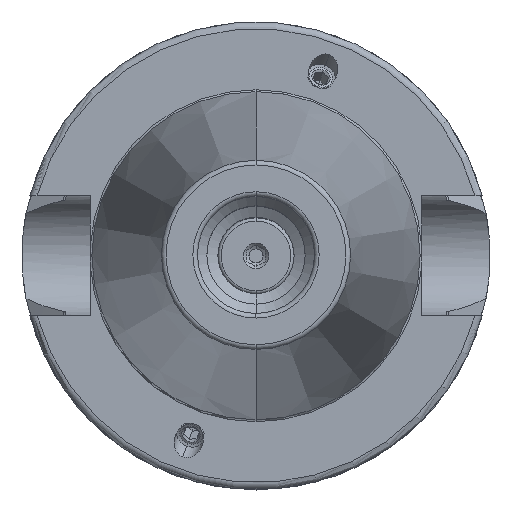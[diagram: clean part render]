
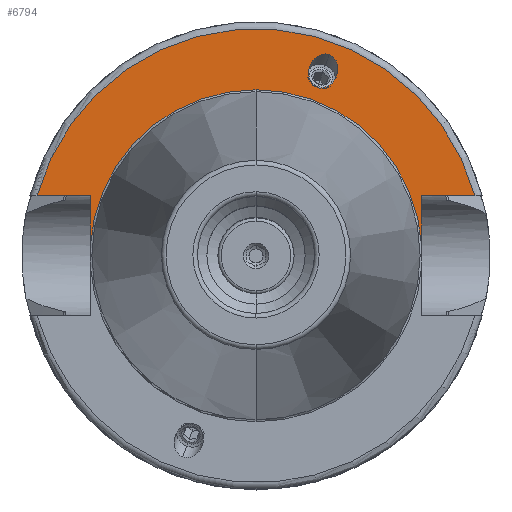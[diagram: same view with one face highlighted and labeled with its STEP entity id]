
A CAD part, top view. The second image highlights one B-rep face of the part: STEP entity #6794.
In plain terms, the highlighted planar face has unit normal (0, 0, 1).
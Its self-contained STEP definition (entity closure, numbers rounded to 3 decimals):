
#914=DIRECTION('',(1,0,0));
#915=VECTOR('',#914,11.367);
#916=CARTESIAN_POINT('',(-46.767,12.85,35));
#917=LINE('',#916,#915);
#918=DIRECTION('',(-1,0,0));
#919=VECTOR('',#918,11.367);
#920=CARTESIAN_POINT('',(46.767,12.85,35));
#921=LINE('',#920,#919);
#922=DIRECTION('',(0,-1,0));
#923=VECTOR('',#922,10.609);
#924=CARTESIAN_POINT('',(35.4,12.85,35));
#925=LINE('',#924,#923);
#926=DIRECTION('',(0,1,0));
#927=VECTOR('',#926,10.609);
#928=CARTESIAN_POINT('',(-35.4,2.241,35));
#929=LINE('',#928,#927);
#930=CARTESIAN_POINT('',(13.091,35.968,35));
#931=CARTESIAN_POINT('',(12.754,36.091,35));
#932=CARTESIAN_POINT('',(12.078,36.506,35));
#933=CARTESIAN_POINT('',(11.35,37.679,35));
#934=CARTESIAN_POINT('',(11.18,38.913,35));
#935=CARTESIAN_POINT('',(11.299,39.867,35));
#936=CARTESIAN_POINT('',(11.484,40.516,35));
#937=CARTESIAN_POINT('',(11.759,41.131,35));
#938=CARTESIAN_POINT('',(12.281,41.938,35));
#939=CARTESIAN_POINT('',(13.205,42.774,35));
#940=CARTESIAN_POINT('',(14.517,43.205,35));
#941=CARTESIAN_POINT('',(15.301,43.089,35));
#942=CARTESIAN_POINT('',(15.638,42.966,35));
#944=CARTESIAN_POINT('',(15.638,42.966,35));
#945=CARTESIAN_POINT('',(15.976,42.843,35));
#946=CARTESIAN_POINT('',(16.651,42.428,35));
#947=CARTESIAN_POINT('',(17.379,41.255,35));
#948=CARTESIAN_POINT('',(17.549,40.021,35));
#949=CARTESIAN_POINT('',(17.431,39.067,35));
#950=CARTESIAN_POINT('',(17.246,38.418,35));
#951=CARTESIAN_POINT('',(16.971,37.803,35));
#952=CARTESIAN_POINT('',(16.448,36.996,35));
#953=CARTESIAN_POINT('',(15.525,36.16,35));
#954=CARTESIAN_POINT('',(14.213,35.729,35));
#955=CARTESIAN_POINT('',(13.429,35.845,35));
#956=CARTESIAN_POINT('',(13.091,35.968,35));
#992=CARTESIAN_POINT('',(0,0,35));
#993=DIRECTION('',(0,0,1));
#994=DIRECTION('',(0,1,0));
#995=AXIS2_PLACEMENT_3D('',#992,#993,#994);
#1023=CARTESIAN_POINT('',(0,0,35));
#1024=DIRECTION('',(0,0,-1));
#1025=DIRECTION('',(0,1,0));
#1026=AXIS2_PLACEMENT_3D('',#1023,#1024,#1025);
#1092=CARTESIAN_POINT('',(0,0,35));
#1093=DIRECTION('',(0,0,1));
#1094=DIRECTION('',(0.964,0.265,0));
#1095=AXIS2_PLACEMENT_3D('',#1092,#1093,#1094);
#4760=CARTESIAN_POINT('',(-46.767,12.85,35));
#4761=CARTESIAN_POINT('',(-35.4,12.85,35));
#4762=VERTEX_POINT('',#4760);
#4763=VERTEX_POINT('',#4761);
#4764=CARTESIAN_POINT('',(35.4,12.85,35));
#4765=CARTESIAN_POINT('',(35.4,2.241,35));
#4766=VERTEX_POINT('',#4764);
#4767=VERTEX_POINT('',#4765);
#4772=CARTESIAN_POINT('',(46.767,12.85,35));
#4773=VERTEX_POINT('',#4772);
#4818=CARTESIAN_POINT('',(0,35.471,35));
#4820=VERTEX_POINT('',#4818);
#4830=CARTESIAN_POINT('',(-35.4,2.241,35));
#4831=VERTEX_POINT('',#4830);
#4838=CARTESIAN_POINT('',(13.091,35.968,35));
#4840=VERTEX_POINT('',#4838);
#4846=VERTEX_POINT('',#942);
#6769=CARTESIAN_POINT('',(0,0,35));
#6770=DIRECTION('',(0,0,-1));
#6771=DIRECTION('',(0,-1,0));
#6772=AXIS2_PLACEMENT_3D('',#6769,#6770,#6771);
#6773=PLANE('',#6772);
#6774=ORIENTED_EDGE('',*,*,#6584,.F.);
#6776=ORIENTED_EDGE('',*,*,#6775,.F.);
#6778=ORIENTED_EDGE('',*,*,#6777,.T.);
#6780=ORIENTED_EDGE('',*,*,#6779,.T.);
#6782=ORIENTED_EDGE('',*,*,#6781,.F.);
#6784=ORIENTED_EDGE('',*,*,#6783,.T.);
#6785=ORIENTED_EDGE('',*,*,#6557,.T.);
#6786=EDGE_LOOP('',(#6774,#6776,#6778,#6780,#6782,#6784,#6785));
#6787=FACE_OUTER_BOUND('',#6786,.F.);
#6789=ORIENTED_EDGE('',*,*,#6788,.F.);
#6791=ORIENTED_EDGE('',*,*,#6790,.F.);
#6792=EDGE_LOOP('',(#6789,#6791));
#6793=FACE_BOUND('',#6792,.F.);
#6794=ADVANCED_FACE('',(#6787,#6793),#6773,.F.);
#943=B_SPLINE_CURVE_WITH_KNOTS('',3,(#930,#931,#932,#933,#934,#935,#936,#937,
#938,#939,#940,#941,#942),.UNSPECIFIED.,.F.,.F.,(4,1,1,1,1,1,1,1,1,1,4),(0,
0.125,0.25,0.375,0.438,0.5,0.563,0.625,0.75,0.875,1),
.UNSPECIFIED.);
#957=B_SPLINE_CURVE_WITH_KNOTS('',3,(#944,#945,#946,#947,#948,#949,#950,#951,
#952,#953,#954,#955,#956),.UNSPECIFIED.,.F.,.F.,(4,1,1,1,1,1,1,1,1,1,4),(0,
0.125,0.25,0.375,0.438,0.5,0.563,0.625,0.75,0.875,1),
.UNSPECIFIED.);
#996=CIRCLE('',#995,35.471);
#1027=CIRCLE('',#1026,35.471);
#1096=CIRCLE('',#1095,48.5);
#6557=EDGE_CURVE('',#4831,#4763,#929,.T.);
#6584=EDGE_CURVE('',#4762,#4763,#917,.T.);
#6775=EDGE_CURVE('',#4773,#4762,#1096,.T.);
#6777=EDGE_CURVE('',#4773,#4766,#921,.T.);
#6779=EDGE_CURVE('',#4766,#4767,#925,.T.);
#6781=EDGE_CURVE('',#4820,#4767,#1027,.T.);
#6783=EDGE_CURVE('',#4820,#4831,#996,.T.);
#6788=EDGE_CURVE('',#4840,#4846,#943,.T.);
#6790=EDGE_CURVE('',#4846,#4840,#957,.T.);
